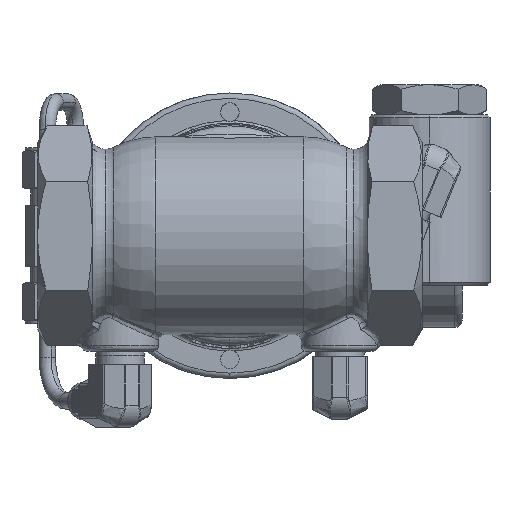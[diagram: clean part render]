
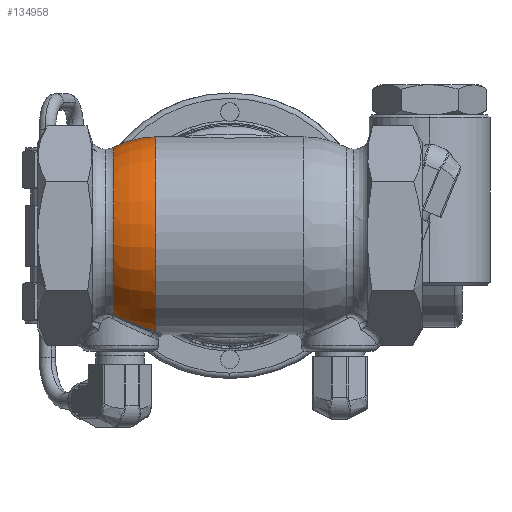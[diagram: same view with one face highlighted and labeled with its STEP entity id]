
A CAD part, front view. The second image highlights one B-rep face of the part: STEP entity #134958.
In plain terms, the highlighted toroidal (fillet/blend) face has major radius 2.381 mm and minor radius 26.194 mm.
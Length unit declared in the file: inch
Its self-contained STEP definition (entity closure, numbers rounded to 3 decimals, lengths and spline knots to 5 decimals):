
#5627 = CARTESIAN_POINT ( 'NONE',  ( -1.16982, -0.47055, -0.96364 ) ) ;
#6053 = AXIS2_PLACEMENT_3D ( 'NONE', #125517, #114459, #59974 ) ;
#8147 = EDGE_CURVE ( 'NONE', #46618, #104211, #78866, .T. ) ;
#9337 = CARTESIAN_POINT ( 'NONE',  ( -0.9891, -0.40884, -1.0371 ) ) ;
#14979 = AXIS2_PLACEMENT_3D ( 'NONE', #22031, #132917, #98504 ) ;
#20180 = CARTESIAN_POINT ( 'NONE',  ( -1.32382, 0., 1.00644 ) ) ;
#20662 = CARTESIAN_POINT ( 'NONE',  ( -0.84375, -0.27544, -1.09076 ) ) ;
#20760 = CARTESIAN_POINT ( 'NONE',  ( -0.87154, -0.31447, -1.0809 ) ) ;
#21751 = AXIS2_PLACEMENT_3D ( 'NONE', #31121, #86037, #44439 ) ;
#22031 = CARTESIAN_POINT ( 'NONE',  ( -0.84375, 0., 0.09375 ) ) ;
#28121 = EDGE_CURVE ( 'NONE', #46618, #107722, #89093, .T. ) ;
#28834 = EDGE_CURVE ( 'NONE', #107722, #136514, #73573, .T. ) ;
#29431 = CARTESIAN_POINT ( 'NONE',  ( -1.28035, -0.4711, -0.91408 ) ) ;
#31121 = CARTESIAN_POINT ( 'NONE',  ( -0.84375, 0., 0. ) ) ;
#41852 = CARTESIAN_POINT ( 'NONE',  ( -1.10402, -0.45763, -0.99138 ) ) ;
#42318 = CARTESIAN_POINT ( 'NONE',  ( -0.95986, -0.39018, -1.04825 ) ) ;
#44439 = DIRECTION ( 'NONE',  ( 0., 0., 1. ) ) ;
#46618 = VERTEX_POINT ( 'NONE', #116767 ) ;
#59974 = DIRECTION ( 'NONE',  ( 0., 0., 1. ) ) ;
#63794 = CARTESIAN_POINT ( 'NONE',  ( -0.97925, -0.40289, -1.04088 ) ) ;
#64980 = AXIS2_PLACEMENT_3D ( 'NONE', #113262, #70295, #71714 ) ;
#70295 = DIRECTION ( 'NONE',  ( -1., 0., 0. ) ) ;
#71714 = DIRECTION ( 'NONE',  ( 0., 0., 1. ) ) ;
#73573 = CIRCLE ( 'NONE', #6053, 1.125 ) ;
#74780 = CARTESIAN_POINT ( 'NONE',  ( -1.03973, -0.43506, -1.01737 ) ) ;
#75261 = CARTESIAN_POINT ( 'NONE',  ( -1.14783, -0.46732, -0.97304 ) ) ;
#77714 = TOROIDAL_SURFACE ( 'NONE', #21751, 0.09375, 1.03125 ) ;
#78866 = CIRCLE ( 'NONE', #64980, 1.00644 ) ;
#80737 = CIRCLE ( 'NONE', #14979, 1.03125 ) ;
#83896 = CARTESIAN_POINT ( 'NONE',  ( -1.32382, -0.46356, -0.89333 ) ) ;
#83999 = ORIENTED_EDGE ( 'NONE', *, *, #8147, .F. ) ;
#86037 = DIRECTION ( 'NONE',  ( 1., 0., 0. ) ) ;
#86264 = CARTESIAN_POINT ( 'NONE',  ( -0.90412, -0.34797, -1.06914 ) ) ;
#89093 = B_SPLINE_CURVE_WITH_KNOTS ( 'NONE', 3,
 ( #83896, #94871, #29431, #116853, #105906, #5627, #75261, #41852, #95347, #74780, #129779, #9337, #63794, #42318, #97236, #86264, #20760, #107774 ),
 .UNSPECIFIED., .F., .F.,
 ( 4, 2, 2, 2, 2, 2, 2, 2, 4 ),
 ( 0., 0.00186, 0.00371, 0.00557, 0.00742, 0.00928, 0.01021, 0.01114, 0.01485 ),
 .UNSPECIFIED. ) ;
#89405 = CARTESIAN_POINT ( 'NONE',  ( -0.84375, 0., 1.125 ) ) ;
#93767 = EDGE_CURVE ( 'NONE', #104211, #136514, #80737, .T. ) ;
#94871 = CARTESIAN_POINT ( 'NONE',  ( -1.30222, -0.46809, -0.90378 ) ) ;
#95347 = CARTESIAN_POINT ( 'NONE',  ( -1.08211, -0.45111, -1.00035 ) ) ;
#97236 = CARTESIAN_POINT ( 'NONE',  ( -0.95031, -0.3834, -1.05185 ) ) ;
#98504 = DIRECTION ( 'NONE',  ( 0., 0., 1. ) ) ;
#102736 = EDGE_LOOP ( 'NONE', ( #139649, #83999, #139138, #124954 ) ) ;
#104211 = VERTEX_POINT ( 'NONE', #20180 ) ;
#105906 = CARTESIAN_POINT ( 'NONE',  ( -1.21392, -0.4739, -0.94434 ) ) ;
#107722 = VERTEX_POINT ( 'NONE', #20662 ) ;
#107774 = CARTESIAN_POINT ( 'NONE',  ( -0.84375, -0.27544, -1.09076 ) ) ;
#113262 = CARTESIAN_POINT ( 'NONE',  ( -1.32382, 0., 0. ) ) ;
#114459 = DIRECTION ( 'NONE',  ( -1., 0., 0. ) ) ;
#116767 = CARTESIAN_POINT ( 'NONE',  ( -1.32382, -0.46356, -0.89333 ) ) ;
#116853 = CARTESIAN_POINT ( 'NONE',  ( -1.23608, -0.47401, -0.93441 ) ) ;
#122157 = FACE_OUTER_BOUND ( 'NONE', #102736, .T. ) ;
#124954 = ORIENTED_EDGE ( 'NONE', *, *, #28834, .T. ) ;
#125517 = CARTESIAN_POINT ( 'NONE',  ( -0.84375, 0., 0. ) ) ;
#129779 = CARTESIAN_POINT ( 'NONE',  ( -1.01912, -0.42551, -1.02548 ) ) ;
#132917 = DIRECTION ( 'NONE',  ( 0., 1., 0. ) ) ;
#134958 = ADVANCED_FACE ( 'NONE', ( #122157 ), #77714, .T. ) ;
#136514 = VERTEX_POINT ( 'NONE', #89405 ) ;
#139138 = ORIENTED_EDGE ( 'NONE', *, *, #28121, .T. ) ;
#139649 = ORIENTED_EDGE ( 'NONE', *, *, #93767, .F. ) ;
